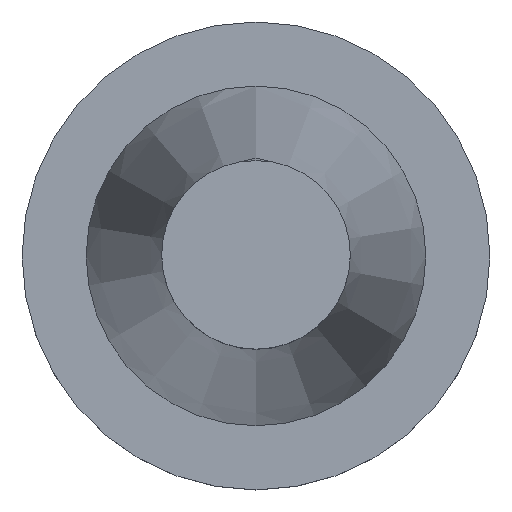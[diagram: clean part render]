
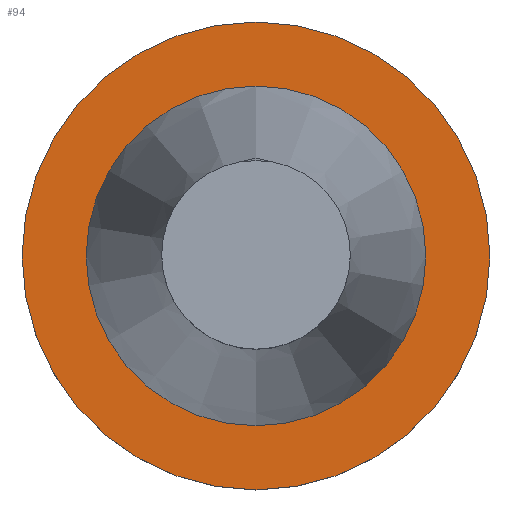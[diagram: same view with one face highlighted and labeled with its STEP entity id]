
A CAD part, top view. The second image highlights one B-rep face of the part: STEP entity #94.
In plain terms, the highlighted planar face has unit normal (0, 0, 1).
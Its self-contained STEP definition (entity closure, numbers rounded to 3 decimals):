
#80=FACE_BOUND('',#127,.T.);
#81=FACE_BOUND('',#128,.T.);
#94=ADVANCED_FACE('',(#80,#81),#102,.F.);
#102=PLANE('',#325);
#127=EDGE_LOOP('',(#175));
#128=EDGE_LOOP('',(#176,#177));
#175=ORIENTED_EDGE('',*,*,#241,.T.);
#176=ORIENTED_EDGE('',*,*,#242,.T.);
#177=ORIENTED_EDGE('',*,*,#243,.T.);
#212=VERTEX_POINT('',#474);
#213=VERTEX_POINT('',#477);
#214=VERTEX_POINT('',#478);
#241=EDGE_CURVE('',#212,#212,#266,.T.);
#242=EDGE_CURVE('',#213,#214,#267,.T.);
#243=EDGE_CURVE('',#214,#213,#268,.T.);
#266=CIRCLE('',#321,48.75);
#267=CIRCLE('',#323,35.392);
#268=CIRCLE('',#324,35.392);
#321=AXIS2_PLACEMENT_3D('',#473,#394,#395);
#323=AXIS2_PLACEMENT_3D('',#476,#398,#399);
#324=AXIS2_PLACEMENT_3D('',#479,#400,#401);
#325=AXIS2_PLACEMENT_3D('',#480,#402,#403);
#394=DIRECTION('',(0.,0.,1.));
#395=DIRECTION('',(-1.,0.,0.));
#398=DIRECTION('',(0.,0.,-1.));
#399=DIRECTION('',(-1.,0.,0.));
#400=DIRECTION('',(0.,0.,-1.));
#401=DIRECTION('',(-1.,0.,0.));
#402=DIRECTION('',(0.,0.,-1.));
#403=DIRECTION('',(0.,1.,0.));
#473=CARTESIAN_POINT('',(0.,0.,-3.2));
#474=CARTESIAN_POINT('',(-48.75,0.,-3.2));
#476=CARTESIAN_POINT('',(0.,0.,-3.2));
#477=CARTESIAN_POINT('',(0.,35.392,-3.2));
#478=CARTESIAN_POINT('',(0.,-35.392,-3.2));
#479=CARTESIAN_POINT('',(0.,0.,-3.2));
#480=CARTESIAN_POINT('',(0.,0.,-3.2));
